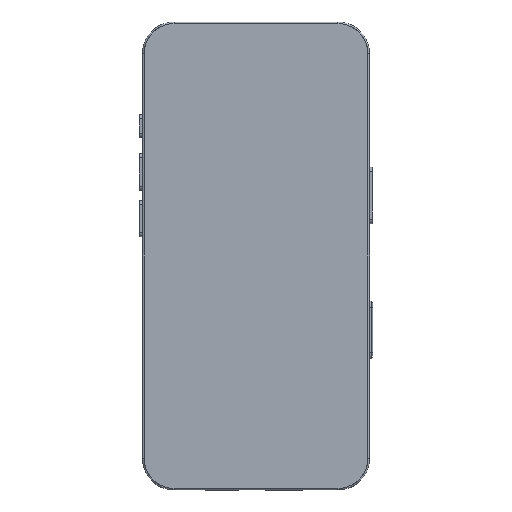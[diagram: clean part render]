
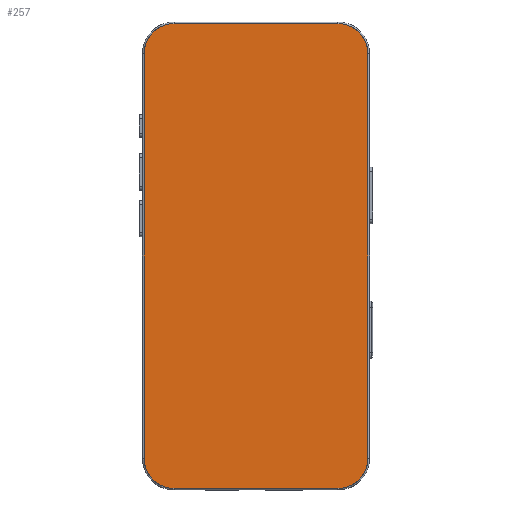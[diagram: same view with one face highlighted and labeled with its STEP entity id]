
A CAD part, front view. The second image highlights one B-rep face of the part: STEP entity #257.
In plain terms, the highlighted free-form (B-spline) face has degree [1, 1] with [2, 2] control points.
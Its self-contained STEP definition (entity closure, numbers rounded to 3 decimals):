
#32 = VERTEX_POINT('',#33);
#33 = CARTESIAN_POINT('',(30.543,-8.808,
    85.9));
#38 = EDGE_CURVE('',#39,#32,#41,.T.);
#39 = VERTEX_POINT('',#40);
#40 = CARTESIAN_POINT('',(41.271,-8.808,
    75.172));
#41 = ( BOUNDED_CURVE() B_SPLINE_CURVE(2,(#42,#43,#44),.UNSPECIFIED.,.F.
,.F.) B_SPLINE_CURVE_WITH_KNOTS((3,3),(0.,1.571),
.PIECEWISE_BEZIER_KNOTS.) CURVE() GEOMETRIC_REPRESENTATION_ITEM() 
RATIONAL_B_SPLINE_CURVE((1.,0.707,1.)) REPRESENTATION_ITEM('') 
  );
#42 = CARTESIAN_POINT('',(41.271,-8.808,
    75.172));
#43 = CARTESIAN_POINT('',(41.271,-8.808,
    85.9));
#44 = CARTESIAN_POINT('',(30.543,-8.808,
    85.9));
#69 = EDGE_CURVE('',#70,#39,#72,.T.);
#70 = VERTEX_POINT('',#71);
#71 = CARTESIAN_POINT('',(41.271,-8.808,
    -68.923));
#72 = B_SPLINE_CURVE_WITH_KNOTS('',1,(#73,#74),.UNSPECIFIED.,.F.,.F.,(2,
    2),(0.,127.6),.PIECEWISE_BEZIER_KNOTS.);
#73 = CARTESIAN_POINT('',(41.271,-8.808,
    -68.923));
#74 = CARTESIAN_POINT('',(41.271,-8.808,
    75.172));
#98 = EDGE_CURVE('',#99,#70,#101,.T.);
#99 = VERTEX_POINT('',#100);
#100 = CARTESIAN_POINT('',(30.543,-8.808,
    -79.651));
#101 = ( BOUNDED_CURVE() B_SPLINE_CURVE(2,(#102,#103,#104),
.UNSPECIFIED.,.F.,.F.) B_SPLINE_CURVE_WITH_KNOTS((3,3),(0.,
1.571),.PIECEWISE_BEZIER_KNOTS.) CURVE() 
GEOMETRIC_REPRESENTATION_ITEM() RATIONAL_B_SPLINE_CURVE((1.,
0.707,1.)) REPRESENTATION_ITEM('') );
#102 = CARTESIAN_POINT('',(30.543,-8.808,
    -79.651));
#103 = CARTESIAN_POINT('',(41.271,-8.808,
    -79.651));
#104 = CARTESIAN_POINT('',(41.271,-8.808,
    -68.923));
#129 = EDGE_CURVE('',#130,#99,#132,.T.);
#130 = VERTEX_POINT('',#131);
#131 = CARTESIAN_POINT('',(-27.727,-8.808,
    -79.651));
#132 = B_SPLINE_CURVE_WITH_KNOTS('',1,(#133,#134),.UNSPECIFIED.,.F.,.F.,
  (2,2),(0.,51.6),.PIECEWISE_BEZIER_KNOTS.);
#133 = CARTESIAN_POINT('',(-27.727,-8.808,
    -79.651));
#134 = CARTESIAN_POINT('',(30.543,-8.808,
    -79.651));
#158 = EDGE_CURVE('',#159,#130,#161,.T.);
#159 = VERTEX_POINT('',#160);
#160 = CARTESIAN_POINT('',(-38.455,-8.808,
    -68.923));
#161 = ( BOUNDED_CURVE() B_SPLINE_CURVE(2,(#162,#163,#164),
.UNSPECIFIED.,.F.,.F.) B_SPLINE_CURVE_WITH_KNOTS((3,3),(0.,
1.571),.PIECEWISE_BEZIER_KNOTS.) CURVE() 
GEOMETRIC_REPRESENTATION_ITEM() RATIONAL_B_SPLINE_CURVE((1.,
0.707,1.)) REPRESENTATION_ITEM('') );
#162 = CARTESIAN_POINT('',(-38.455,-8.808,
    -68.923));
#163 = CARTESIAN_POINT('',(-38.455,-8.808,
    -79.651));
#164 = CARTESIAN_POINT('',(-27.727,-8.808,
    -79.651));
#189 = EDGE_CURVE('',#190,#159,#192,.T.);
#190 = VERTEX_POINT('',#191);
#191 = CARTESIAN_POINT('',(-38.455,-8.808,
    75.172));
#192 = B_SPLINE_CURVE_WITH_KNOTS('',1,(#193,#194),.UNSPECIFIED.,.F.,.F.,
  (2,2),(0.,127.6),.PIECEWISE_BEZIER_KNOTS.);
#193 = CARTESIAN_POINT('',(-38.455,-8.808,
    75.172));
#194 = CARTESIAN_POINT('',(-38.455,-8.808,
    -68.923));
#218 = EDGE_CURVE('',#219,#190,#221,.T.);
#219 = VERTEX_POINT('',#220);
#220 = CARTESIAN_POINT('',(-27.727,-8.808,
    85.9));
#221 = ( BOUNDED_CURVE() B_SPLINE_CURVE(2,(#222,#223,#224),
.UNSPECIFIED.,.F.,.F.) B_SPLINE_CURVE_WITH_KNOTS((3,3),(0.,
1.571),.PIECEWISE_BEZIER_KNOTS.) CURVE() 
GEOMETRIC_REPRESENTATION_ITEM() RATIONAL_B_SPLINE_CURVE((1.,
0.707,1.)) REPRESENTATION_ITEM('') );
#222 = CARTESIAN_POINT('',(-27.727,-8.808,
    85.9));
#223 = CARTESIAN_POINT('',(-38.455,-8.808,
    85.9));
#224 = CARTESIAN_POINT('',(-38.455,-8.808,
    75.172));
#247 = EDGE_CURVE('',#32,#219,#248,.T.);
#248 = B_SPLINE_CURVE_WITH_KNOTS('',1,(#249,#250),.UNSPECIFIED.,.F.,.F.,
  (2,2),(0.,51.6),.PIECEWISE_BEZIER_KNOTS.);
#249 = CARTESIAN_POINT('',(30.543,-8.808,
    85.9));
#250 = CARTESIAN_POINT('',(-27.727,-8.808,
    85.9));
#257 = ADVANCED_FACE('',(#258),#268,.T.);
#258 = FACE_BOUND('',#259,.T.);
#259 = EDGE_LOOP('',(#260,#261,#262,#263,#264,#265,#266,#267));
#260 = ORIENTED_EDGE('',*,*,#247,.T.);
#261 = ORIENTED_EDGE('',*,*,#218,.T.);
#262 = ORIENTED_EDGE('',*,*,#189,.T.);
#263 = ORIENTED_EDGE('',*,*,#158,.T.);
#264 = ORIENTED_EDGE('',*,*,#129,.T.);
#265 = ORIENTED_EDGE('',*,*,#98,.T.);
#266 = ORIENTED_EDGE('',*,*,#69,.T.);
#267 = ORIENTED_EDGE('',*,*,#38,.T.);
#268 = B_SPLINE_SURFACE_WITH_KNOTS('',1,1,(
    (#269,#270)
    ,(#271,#272
    )),.UNSPECIFIED.,.F.,.F.,.F.,(2,2),(2,2),(-35.3,35.3),(-73.3,73.3),
  .PIECEWISE_BEZIER_KNOTS.);
#269 = CARTESIAN_POINT('',(-38.455,-8.808,
    -79.651));
#270 = CARTESIAN_POINT('',(-38.455,-8.808,
    85.9));
#271 = CARTESIAN_POINT('',(41.271,-8.808,
    -79.651));
#272 = CARTESIAN_POINT('',(41.271,-8.808,
    85.9));
